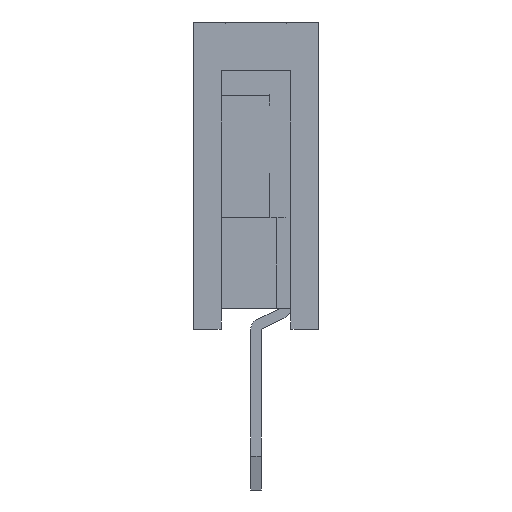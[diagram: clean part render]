
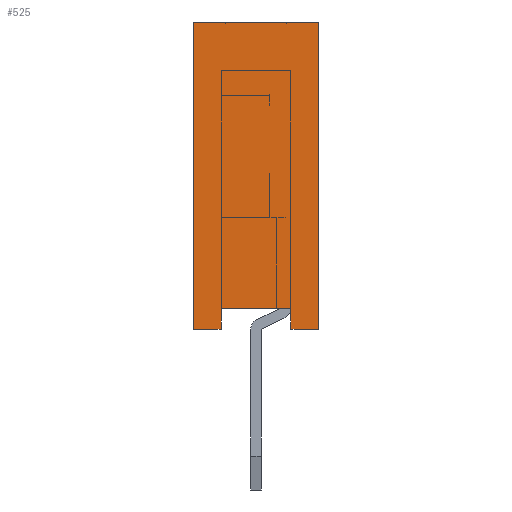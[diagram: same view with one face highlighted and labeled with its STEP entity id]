
A CAD part, left-side view. The second image highlights one B-rep face of the part: STEP entity #525.
In plain terms, the highlighted planar face has unit normal (-1, 0, 0).
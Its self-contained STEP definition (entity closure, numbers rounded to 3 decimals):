
#525=ADVANCED_FACE('',(#22919),#22921,.T.);
#22919=FACE_BOUND('',#22920,.T.);
#22920=EDGE_LOOP('',(#40805,#40806,#40807,#40808,#40809,#40810,#40811,#40812));
#22921=PLANE('',#22922);
#22922=AXIS2_PLACEMENT_3D('',#22923,#22924,#22925);
#22923=CARTESIAN_POINT('',(-0.635,0.9,0.));
#22924=DIRECTION('',(-1.,0.,0.));
#22925=DIRECTION('',(0.,-1.,0.));
#40805=ORIENTED_EDGE('',*,*,#53622,.T.);
#40806=ORIENTED_EDGE('',*,*,#53957,.T.);
#40807=ORIENTED_EDGE('',*,*,#53961,.T.);
#40808=ORIENTED_EDGE('',*,*,#53962,.F.);
#40809=ORIENTED_EDGE('',*,*,#53963,.F.);
#40810=ORIENTED_EDGE('',*,*,#53958,.T.);
#40811=ORIENTED_EDGE('',*,*,#53789,.T.);
#40812=ORIENTED_EDGE('',*,*,#53964,.T.);
#53622=EDGE_CURVE('',#60208,#60205,#60209,.F.);
#53789=EDGE_CURVE('',#60542,#60540,#60543,.F.);
#53957=EDGE_CURVE('',#60205,#60869,#60871,.T.);
#53958=EDGE_CURVE('',#60872,#60542,#60873,.T.);
#53961=EDGE_CURVE('',#60869,#60877,#60878,.T.);
#53962=EDGE_CURVE('',#60879,#60877,#60880,.T.);
#53963=EDGE_CURVE('',#60872,#60879,#60881,.T.);
#53964=EDGE_CURVE('',#60540,#60208,#60882,.T.);
#60205=VERTEX_POINT('',#70965);
#60208=VERTEX_POINT('',#70970);
#60209=LINE('',#70971,#70972);
#60540=VERTEX_POINT('',#71634);
#60542=VERTEX_POINT('',#71638);
#60543=LINE('',#71639,#71640);
#60869=VERTEX_POINT('',#72299);
#60871=LINE('',#72303,#72304);
#60872=VERTEX_POINT('',#72306);
#60873=LINE('',#72307,#72308);
#60877=VERTEX_POINT('',#72317);
#60878=LINE('',#72318,#72319);
#60879=VERTEX_POINT('',#72321);
#60880=LINE('',#72322,#72323);
#60881=LINE('',#72325,#72326);
#60882=LINE('',#72328,#72329);
#70965=CARTESIAN_POINT('',(-0.635,-0.5,0.));
#70970=CARTESIAN_POINT('',(-0.635,-0.5,0.3));
#70971=CARTESIAN_POINT('',(-0.635,-0.5,0.));
#70972=VECTOR('',#70973,1.);
#70973=DIRECTION('',(0.,0.,1.));
#71634=CARTESIAN_POINT('',(-0.635,0.5,0.3));
#71638=CARTESIAN_POINT('',(-0.635,0.5,0.));
#71639=CARTESIAN_POINT('',(-0.635,0.5,0.3));
#71640=VECTOR('',#71641,1.);
#71641=DIRECTION('',(0.,0.,-1.));
#72299=CARTESIAN_POINT('',(-0.635,-0.9,0.));
#72303=CARTESIAN_POINT('',(-0.635,-0.5,0.));
#72304=VECTOR('',#72305,1.);
#72305=DIRECTION('',(0.,-1.,0.));
#72306=CARTESIAN_POINT('',(-0.635,0.9,0.));
#72307=CARTESIAN_POINT('',(-0.635,0.9,0.));
#72308=VECTOR('',#72309,1.);
#72309=DIRECTION('',(0.,-1.,0.));
#72317=CARTESIAN_POINT('',(-0.635,-0.9,4.4));
#72318=CARTESIAN_POINT('',(-0.635,-0.9,0.));
#72319=VECTOR('',#72320,1.);
#72320=DIRECTION('',(0.,0.,1.));
#72321=CARTESIAN_POINT('',(-0.635,0.9,4.4));
#72322=CARTESIAN_POINT('',(-0.635,0.9,4.4));
#72323=VECTOR('',#72324,1.);
#72324=DIRECTION('',(0.,-1.,0.));
#72325=CARTESIAN_POINT('',(-0.635,0.9,0.));
#72326=VECTOR('',#72327,1.);
#72327=DIRECTION('',(0.,0.,1.));
#72328=CARTESIAN_POINT('',(-0.635,0.5,0.3));
#72329=VECTOR('',#72330,1.);
#72330=DIRECTION('',(0.,-1.,0.));
